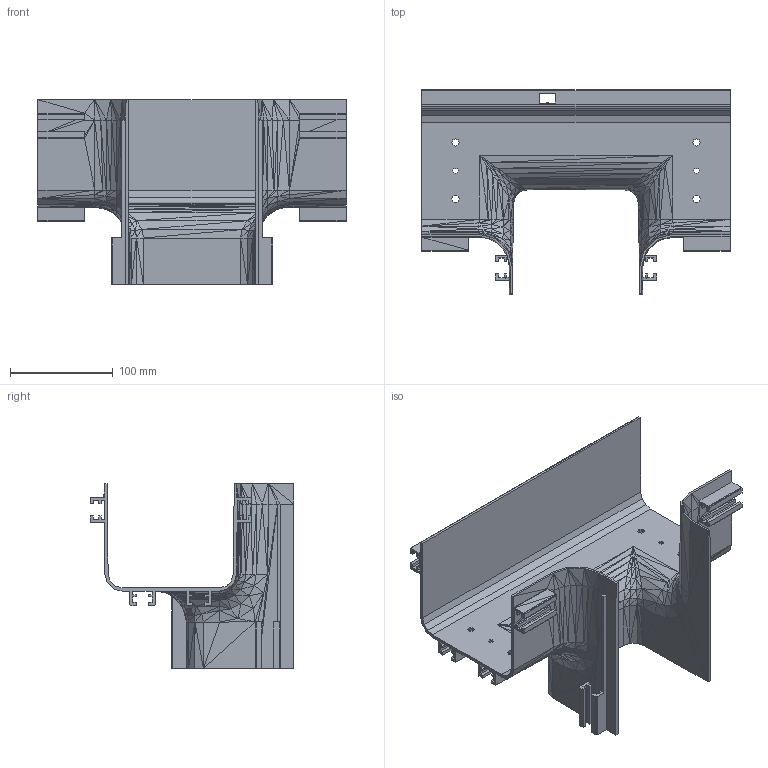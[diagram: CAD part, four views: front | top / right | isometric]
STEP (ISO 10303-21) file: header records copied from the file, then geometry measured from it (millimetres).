
FILE_DESCRIPTION(('FreeCAD Model'),'2;1');
FILE_NAME('Open CASCADE Shape Model','2022-12-01T12:09:17',('Author'),( ''),'Open CASCADE STEP processor 7.6','FreeCAD','Unknown');
FILE_SCHEMA(('AUTOMOTIVE_DESIGN { 1 0 10303 214 1 1 1 1 }'));
Products named in the file (1): DS_120_31340_T_________________________________________________________
__________________________120mm_vertical_Tee___________________001001 
(Solid)
Bounding box: 300 x 198.5 x 180 mm (x, y, z)
Volume: 416205.4 mm3; surface area: 282708.2 mm2
Topology: 1 solids, 1 shells, 1132 faces, 2223 edges, 1091 vertices
Faces by surface type: plane 1132
Entity records: 55752 total; most frequent: DIRECTION 8935, CARTESIAN_POINT 8893, LINE 6669, VECTOR 6669, ORIENTED_EDGE 4446, PCURVE 4446, DEFINITIONAL_REPRESENTATION 4446, EDGE_CURVE 2223
